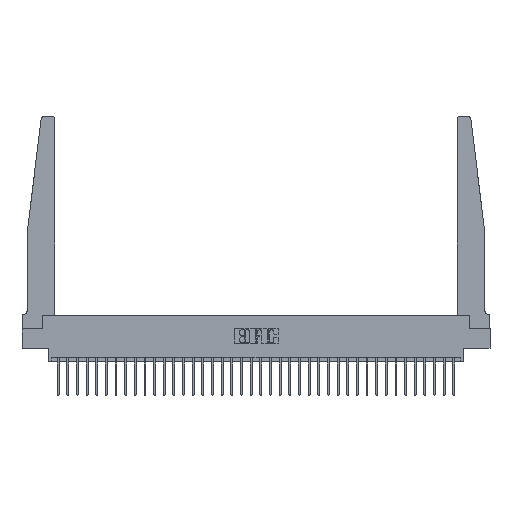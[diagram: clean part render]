
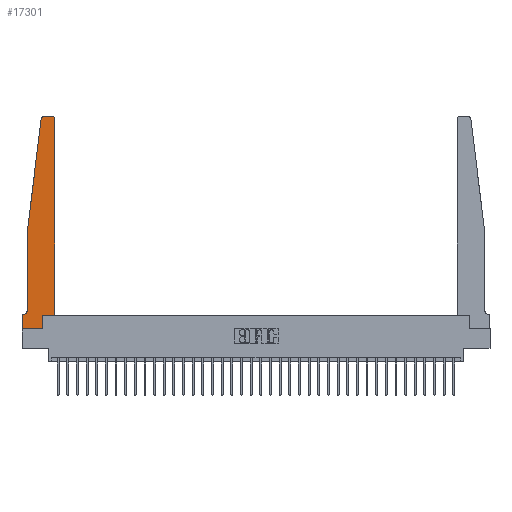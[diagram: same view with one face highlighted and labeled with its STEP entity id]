
A CAD part, top view. The second image highlights one B-rep face of the part: STEP entity #17301.
In plain terms, the highlighted planar face has unit normal (0, 0, 1).
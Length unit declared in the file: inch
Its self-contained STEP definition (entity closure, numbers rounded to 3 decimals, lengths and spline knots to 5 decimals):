
#189 = LINE ( 'NONE', #12820, #2804 ) ;
#213 = CARTESIAN_POINT ( 'NONE',  ( 0., 0.1875, 0.37 ) ) ;
#245 = CARTESIAN_POINT ( 'NONE',  ( 0.015, 0.1875, 0.37 ) ) ;
#623 = LINE ( 'NONE', #25868, #14728 ) ;
#1269 = EDGE_CURVE ( 'NONE', #17303, #24213, #25160, .T. ) ;
#2804 = VECTOR ( 'NONE', #17668, 39.37008 ) ;
#3028 = LINE ( 'NONE', #23139, #32461 ) ;
#3178 = DIRECTION ( 'NONE',  ( 0., 0., -1. ) ) ;
#3403 = ORIENTED_EDGE ( 'NONE', *, *, #31398, .T. ) ;
#3441 = DIRECTION ( 'NONE',  ( 0., 1., 0. ) ) ;
#3649 = DIRECTION ( 'NONE',  ( 0., 0., 1. ) ) ;
#3682 = VECTOR ( 'NONE', #10725, 39.37008 ) ;
#3881 = VERTEX_POINT ( 'NONE', #213 ) ;
#5617 = EDGE_CURVE ( 'NONE', #6422, #28995, #189, .T. ) ;
#5755 = AXIS2_PLACEMENT_3D ( 'NONE', #17207, #11853, #32080 ) ;
#5930 = VECTOR ( 'NONE', #20167, 39.37008 ) ;
#5999 = CARTESIAN_POINT ( 'NONE',  ( 0.395, 2.72, 0.37 ) ) ;
#6422 = VERTEX_POINT ( 'NONE', #6936 ) ;
#6527 = CARTESIAN_POINT ( 'NONE',  ( 0.24675, 2.72367, 0.37 ) ) ;
#6786 = AXIS2_PLACEMENT_3D ( 'NONE', #18836, #3178, #20983 ) ;
#6837 = LINE ( 'NONE', #14781, #31033 ) ;
#6936 = CARTESIAN_POINT ( 'NONE',  ( 0.065, 1.25, 0.37 ) ) ;
#8334 = DIRECTION ( 'NONE',  ( 1., 0., 0. ) ) ;
#8554 = VERTEX_POINT ( 'NONE', #6527 ) ;
#8700 = VERTEX_POINT ( 'NONE', #14641 ) ;
#8791 = AXIS2_PLACEMENT_3D ( 'NONE', #31914, #16549, #19380 ) ;
#8996 = ORIENTED_EDGE ( 'NONE', *, *, #30532, .T. ) ;
#9071 = CARTESIAN_POINT ( 'NONE',  ( 0.425, 2.72, 0.37 ) ) ;
#9097 = ORIENTED_EDGE ( 'NONE', *, *, #25261, .T. ) ;
#9726 = LINE ( 'NONE', #19875, #26795 ) ;
#9814 = DIRECTION ( 'NONE',  ( -0.122, -0.992, 0. ) ) ;
#10383 = VECTOR ( 'NONE', #12587, 39.37008 ) ;
#10423 = CARTESIAN_POINT ( 'NONE',  ( 0.065, 0.1875, 0.37 ) ) ;
#10725 = DIRECTION ( 'NONE',  ( 1., 0., 0. ) ) ;
#11387 = CARTESIAN_POINT ( 'NONE',  ( 0.2605, 0.18, 0.37 ) ) ;
#11572 = VERTEX_POINT ( 'NONE', #11387 ) ;
#11714 = FACE_OUTER_BOUND ( 'NONE', #16691, .T. ) ;
#11853 = DIRECTION ( 'NONE',  ( 0., 0., 1. ) ) ;
#11921 = ORIENTED_EDGE ( 'NONE', *, *, #23278, .T. ) ;
#11966 = EDGE_CURVE ( 'NONE', #28995, #12807, #21101, .T. ) ;
#12587 = DIRECTION ( 'NONE',  ( -1., 0., 0. ) ) ;
#12807 = VERTEX_POINT ( 'NONE', #245 ) ;
#12820 = CARTESIAN_POINT ( 'NONE',  ( 0.065, 1.25, 0.37 ) ) ;
#13175 = DIRECTION ( 'NONE',  ( 1., 0., 0. ) ) ;
#13970 = VERTEX_POINT ( 'NONE', #14553 ) ;
#14493 = EDGE_CURVE ( 'NONE', #27842, #8554, #23779, .T. ) ;
#14553 = CARTESIAN_POINT ( 'NONE',  ( 0.425, 0.18, 0.37 ) ) ;
#14612 = CARTESIAN_POINT ( 'NONE',  ( 0.2605, 0., 0.37 ) ) ;
#14641 = CARTESIAN_POINT ( 'NONE',  ( 0., 0., 0.37 ) ) ;
#14728 = VECTOR ( 'NONE', #3441, 39.37008 ) ;
#14781 = CARTESIAN_POINT ( 'NONE',  ( 0.065, 1.25, 0.37 ) ) ;
#14836 = ORIENTED_EDGE ( 'NONE', *, *, #14493, .T. ) ;
#15003 = LINE ( 'NONE', #25118, #5930 ) ;
#15337 = VECTOR ( 'NONE', #27216, 39.37008 ) ;
#16549 = DIRECTION ( 'NONE',  ( 0., 0., 1. ) ) ;
#16691 = EDGE_LOOP ( 'NONE', ( #29980, #14836, #3403, #28956, #20823, #25287, #11921, #28734, #8996, #31346, #9097, #24807 ) ) ;
#17207 = CARTESIAN_POINT ( 'NONE',  ( 0.27653, 2.72, 0.37 ) ) ;
#17301 = ADVANCED_FACE ( 'NONE', ( #11714 ), #29621, .T. ) ;
#17303 = VERTEX_POINT ( 'NONE', #9071 ) ;
#17304 = LINE ( 'NONE', #20253, #15337 ) ;
#17665 = EDGE_CURVE ( 'NONE', #12807, #3881, #20389, .T. ) ;
#17668 = DIRECTION ( 'NONE',  ( 0., -1., 0. ) ) ;
#17753 = AXIS2_PLACEMENT_3D ( 'NONE', #5999, #3649, #8334 ) ;
#18836 = CARTESIAN_POINT ( 'NONE',  ( 0.015, 0.2375, 0.37 ) ) ;
#19050 = LINE ( 'NONE', #28773, #3682 ) ;
#19380 = DIRECTION ( 'NONE',  ( 1., 0., 0. ) ) ;
#19875 = CARTESIAN_POINT ( 'NONE',  ( 0.425, 0.18, 0.37 ) ) ;
#20167 = DIRECTION ( 'NONE',  ( -1., 0., 0. ) ) ;
#20253 = CARTESIAN_POINT ( 'NONE',  ( 0., 0., 0.37 ) ) ;
#20389 = LINE ( 'NONE', #10423, #10383 ) ;
#20823 = ORIENTED_EDGE ( 'NONE', *, *, #11966, .T. ) ;
#20983 = DIRECTION ( 'NONE',  ( -1., 0., 0. ) ) ;
#20998 = EDGE_CURVE ( 'NONE', #11572, #13970, #19050, .T. ) ;
#21101 = CIRCLE ( 'NONE', #6786, 0.05 ) ;
#21300 = EDGE_CURVE ( 'NONE', #24213, #27842, #15003, .T. ) ;
#23139 = CARTESIAN_POINT ( 'NONE',  ( 0., 0., 0.37 ) ) ;
#23278 = EDGE_CURVE ( 'NONE', #3881, #8700, #17304, .T. ) ;
#23779 = CIRCLE ( 'NONE', #5755, 0.03 ) ;
#24213 = VERTEX_POINT ( 'NONE', #24485 ) ;
#24485 = CARTESIAN_POINT ( 'NONE',  ( 0.395, 2.75, 0.37 ) ) ;
#24807 = ORIENTED_EDGE ( 'NONE', *, *, #1269, .T. ) ;
#25118 = CARTESIAN_POINT ( 'NONE',  ( 0.25, 2.75, 0.37 ) ) ;
#25160 = CIRCLE ( 'NONE', #17753, 0.03 ) ;
#25261 = EDGE_CURVE ( 'NONE', #13970, #17303, #9726, .T. ) ;
#25287 = ORIENTED_EDGE ( 'NONE', *, *, #17665, .T. ) ;
#25868 = CARTESIAN_POINT ( 'NONE',  ( 0.2605, 0.18, 0.37 ) ) ;
#26795 = VECTOR ( 'NONE', #29955, 39.37008 ) ;
#26804 = EDGE_CURVE ( 'NONE', #8700, #29872, #3028, .T. ) ;
#27216 = DIRECTION ( 'NONE',  ( 0., -1., 0. ) ) ;
#27842 = VERTEX_POINT ( 'NONE', #29636 ) ;
#28734 = ORIENTED_EDGE ( 'NONE', *, *, #26804, .T. ) ;
#28773 = CARTESIAN_POINT ( 'NONE',  ( 0.425, 0.18, 0.37 ) ) ;
#28956 = ORIENTED_EDGE ( 'NONE', *, *, #5617, .T. ) ;
#28995 = VERTEX_POINT ( 'NONE', #30690 ) ;
#29621 = PLANE ( 'NONE',  #8791 ) ;
#29636 = CARTESIAN_POINT ( 'NONE',  ( 0.27653, 2.75, 0.37 ) ) ;
#29872 = VERTEX_POINT ( 'NONE', #14612 ) ;
#29955 = DIRECTION ( 'NONE',  ( 0., 1., 0. ) ) ;
#29980 = ORIENTED_EDGE ( 'NONE', *, *, #21300, .T. ) ;
#30532 = EDGE_CURVE ( 'NONE', #29872, #11572, #623, .T. ) ;
#30690 = CARTESIAN_POINT ( 'NONE',  ( 0.065, 0.2375, 0.37 ) ) ;
#31033 = VECTOR ( 'NONE', #9814, 39.37008 ) ;
#31346 = ORIENTED_EDGE ( 'NONE', *, *, #20998, .T. ) ;
#31398 = EDGE_CURVE ( 'NONE', #8554, #6422, #6837, .T. ) ;
#31914 = CARTESIAN_POINT ( 'NONE',  ( 0., 0.1875, 0.37 ) ) ;
#32080 = DIRECTION ( 'NONE',  ( 1., 0., 0. ) ) ;
#32461 = VECTOR ( 'NONE', #13175, 39.37008 ) ;
